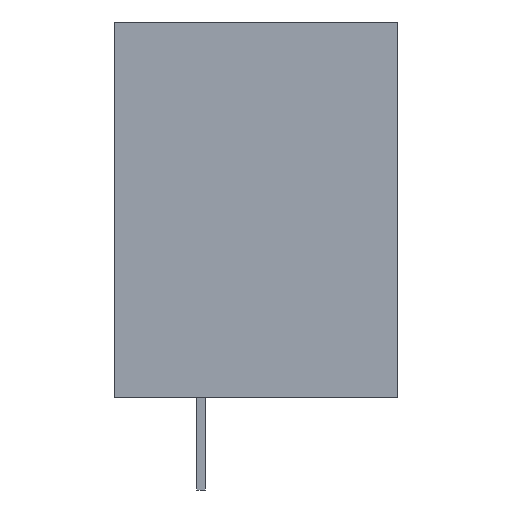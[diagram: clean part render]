
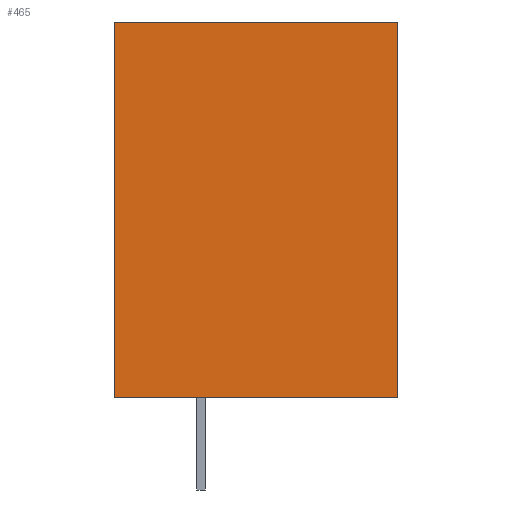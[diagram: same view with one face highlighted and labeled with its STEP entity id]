
A CAD part, left-side view. The second image highlights one B-rep face of the part: STEP entity #465.
In plain terms, the highlighted planar face has unit normal (-1, 0, 0).
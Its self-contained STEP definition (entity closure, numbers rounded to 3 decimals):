
#378=CARTESIAN_POINT('',(-13.25,-4.9,0.0));
#379=VERTEX_POINT('',#378);
#386=CARTESIAN_POINT('',(-13.25,4.9,0.0));
#387=VERTEX_POINT('',#386);
#388=CARTESIAN_POINT('',(-13.25,4.9,0.0));
#389=DIRECTION('',(0.0,-1.0,0.0));
#390=VECTOR('',#389,9.8);
#391=LINE('',#388,#390);
#392=EDGE_CURVE('',#387,#379,#391,.T.);
#420=CARTESIAN_POINT('',(-13.25,-4.9,13.0));
#421=VERTEX_POINT('',#420);
#428=CARTESIAN_POINT('',(-13.25,-4.9,0.0));
#429=DIRECTION('',(0.0,0.0,1.0));
#430=VECTOR('',#429,13.0);
#431=LINE('',#428,#430);
#432=EDGE_CURVE('',#379,#421,#431,.T.);
#442=CARTESIAN_POINT('',(-13.25,-4.9,0.0));
#443=DIRECTION('',(-1.0,0.0,0.0));
#444=DIRECTION('',(0.0,0.0,1.0));
#445=AXIS2_PLACEMENT_3D('',#442,#443,#444);
#446=PLANE('',#445);
#447=CARTESIAN_POINT('',(-13.25,4.9,13.0));
#448=VERTEX_POINT('',#447);
#449=CARTESIAN_POINT('',(-13.25,-4.9,13.0));
#450=DIRECTION('',(0.0,1.0,0.0));
#451=VECTOR('',#450,9.8);
#452=LINE('',#449,#451);
#453=EDGE_CURVE('',#421,#448,#452,.T.);
#454=ORIENTED_EDGE('',*,*,#453,.T.);
#455=CARTESIAN_POINT('',(-13.25,4.9,0.0));
#456=DIRECTION('',(0.0,0.0,1.0));
#457=VECTOR('',#456,13.0);
#458=LINE('',#455,#457);
#459=EDGE_CURVE('',#387,#448,#458,.T.);
#460=ORIENTED_EDGE('',*,*,#459,.F.);
#461=ORIENTED_EDGE('',*,*,#392,.T.);
#462=ORIENTED_EDGE('',*,*,#432,.T.);
#463=EDGE_LOOP('',(#454,#460,#461,#462));
#464=FACE_OUTER_BOUND('',#463,.T.);
#465=ADVANCED_FACE('',(#464),#446,.T.);
